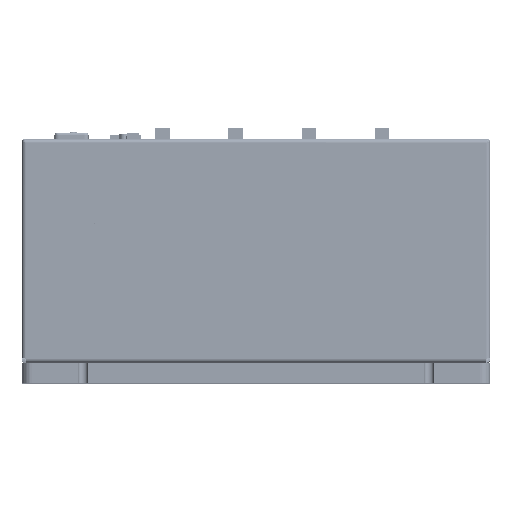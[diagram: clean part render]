
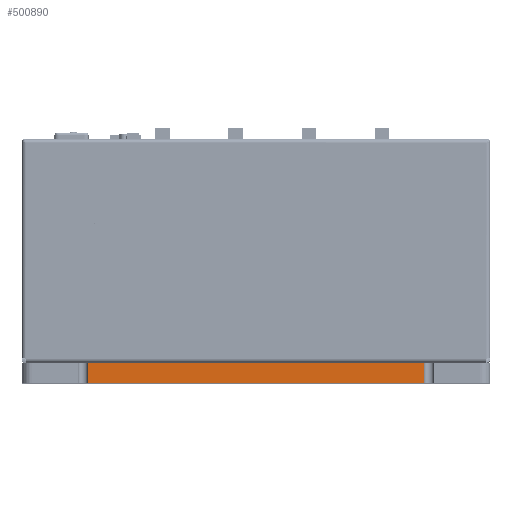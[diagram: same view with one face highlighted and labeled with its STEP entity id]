
A CAD part, top view. The second image highlights one B-rep face of the part: STEP entity #500890.
In plain terms, the highlighted planar face has unit normal (0, 0, 1).
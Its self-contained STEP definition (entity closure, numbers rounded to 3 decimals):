
#1653 = VERTEX_POINT ( 'NONE', #375291 ) ;
#9159 = ORIENTED_EDGE ( 'NONE', *, *, #25911, .F. ) ;
#23184 = CARTESIAN_POINT ( 'NONE',  ( -115., 10., 155. ) ) ;
#25911 = EDGE_CURVE ( 'NONE', #546103, #1653, #171241, .T. ) ;
#32424 = LINE ( 'NONE', #23184, #479121 ) ;
#36329 = FACE_OUTER_BOUND ( 'NONE', #153647, .T. ) ;
#40833 = EDGE_CURVE ( 'NONE', #546103, #553945, #344827, .T. ) ;
#51281 = DIRECTION ( 'NONE',  ( 1., 0., 0. ) ) ;
#88036 = CARTESIAN_POINT ( 'NONE',  ( 82.5, 10., 155. ) ) ;
#136277 = ORIENTED_EDGE ( 'NONE', *, *, #524766, .T. ) ;
#142807 = VECTOR ( 'NONE', #279023, 1000. ) ;
#153647 = EDGE_LOOP ( 'NONE', ( #406559, #136277, #198217, #9159 ) ) ;
#171241 = LINE ( 'NONE', #443308, #322579 ) ;
#181600 = DIRECTION ( 'NONE',  ( 0., 1., 0. ) ) ;
#187049 = DIRECTION ( 'NONE',  ( -1., 0., 0. ) ) ;
#198217 = ORIENTED_EDGE ( 'NONE', *, *, #479534, .F. ) ;
#234359 = CARTESIAN_POINT ( 'NONE',  ( -82.5, 0., 155. ) ) ;
#241368 = CARTESIAN_POINT ( 'NONE',  ( -115., 0., 155. ) ) ;
#247018 = VECTOR ( 'NONE', #181600, 1000. ) ;
#270805 = PLANE ( 'NONE',  #278708 ) ;
#278708 = AXIS2_PLACEMENT_3D ( 'NONE', #280841, #365170, #187049 ) ;
#279023 = DIRECTION ( 'NONE',  ( 1., 0., 0. ) ) ;
#280841 = CARTESIAN_POINT ( 'NONE',  ( -115., 10., 155. ) ) ;
#293900 = VERTEX_POINT ( 'NONE', #88036 ) ;
#321168 = DIRECTION ( 'NONE',  ( 0., 1., 0. ) ) ;
#322579 = VECTOR ( 'NONE', #321168, 1000. ) ;
#344744 = CARTESIAN_POINT ( 'NONE',  ( 82.5, 0., 155. ) ) ;
#344827 = LINE ( 'NONE', #241368, #142807 ) ;
#365170 = DIRECTION ( 'NONE',  ( 0., 0., -1. ) ) ;
#375291 = CARTESIAN_POINT ( 'NONE',  ( -82.5, 10., 155. ) ) ;
#397493 = CARTESIAN_POINT ( 'NONE',  ( 82.5, 0., 155. ) ) ;
#406559 = ORIENTED_EDGE ( 'NONE', *, *, #40833, .T. ) ;
#406727 = LINE ( 'NONE', #397493, #247018 ) ;
#443308 = CARTESIAN_POINT ( 'NONE',  ( -82.5, 0., 155. ) ) ;
#479121 = VECTOR ( 'NONE', #51281, 1000. ) ;
#479534 = EDGE_CURVE ( 'NONE', #1653, #293900, #32424, .T. ) ;
#500890 = ADVANCED_FACE ( 'NONE', ( #36329 ), #270805, .F. ) ;
#524766 = EDGE_CURVE ( 'NONE', #553945, #293900, #406727, .T. ) ;
#546103 = VERTEX_POINT ( 'NONE', #234359 ) ;
#553945 = VERTEX_POINT ( 'NONE', #344744 ) ;
